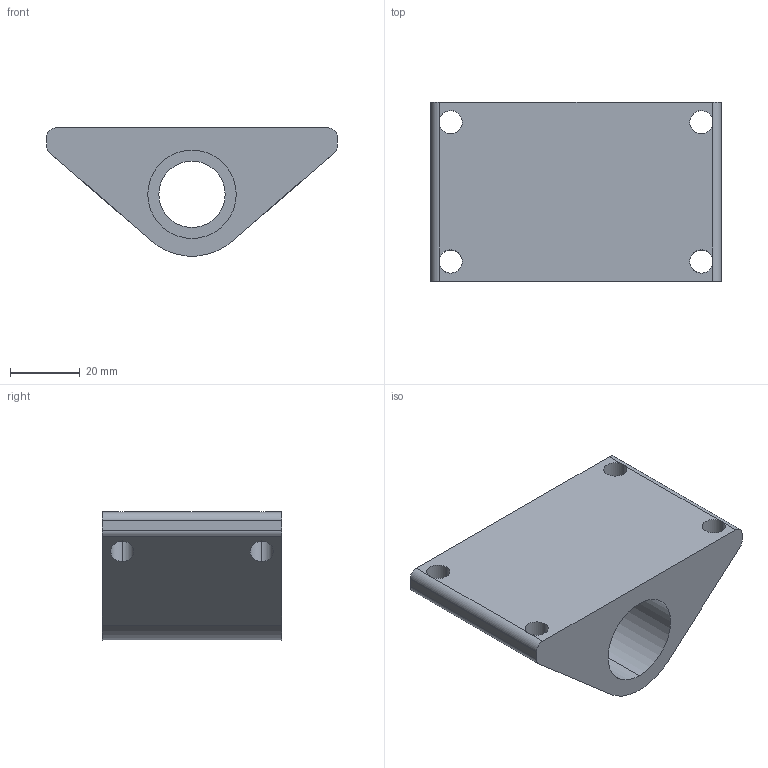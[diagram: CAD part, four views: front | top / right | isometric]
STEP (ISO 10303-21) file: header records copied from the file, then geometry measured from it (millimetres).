
FILE_DESCRIPTION (( 'STEP AP214' ), '1' );
FILE_NAME ('4400-23-P-0615.STEP', '2023-04-03T21:25:02', ( '' ), ( '' ), 'SwSTEP 2.0', 'SolidWorks 2022', '' );
FILE_SCHEMA (( 'AUTOMOTIVE_DESIGN' ));
Length unit declared in the file: inch
Products named in the file (1): 4400-23-P-0615
Bounding box: 83.44 x 51.44 x 36.77 mm (x, y, z)
Volume: 75875.3 mm3; surface area: 18261.1 mm2
Topology: 1 solids, 1 shells, 25 faces, 78 edges, 52 vertices
Faces by surface type: cylinder 17, plane 8
Entity records: 954 total; most frequent: CARTESIAN_POINT 212, ORIENTED_EDGE 156, DIRECTION 140, EDGE_CURVE 78, AXIS2_PLACEMENT_3D 52, VERTEX_POINT 52, VECTOR 36, LINE 36
